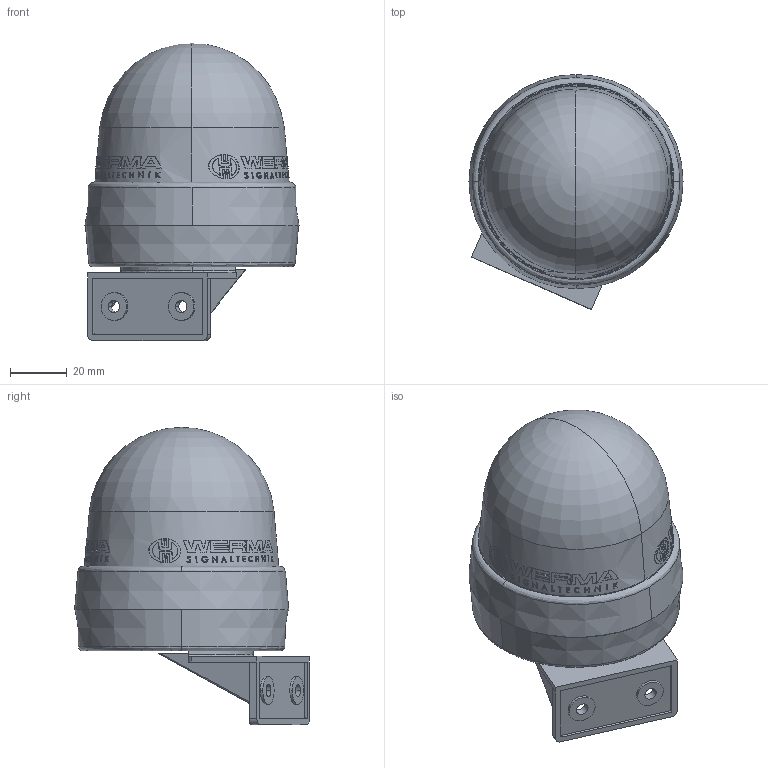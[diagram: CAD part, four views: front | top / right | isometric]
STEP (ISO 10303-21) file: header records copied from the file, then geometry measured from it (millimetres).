
FILE_DESCRIPTION (( 'STEP AP214' ), '1' );
FILE_NAME ('22430067.step', '2016-03-10T22:35:56', ( '' ), ( '' ), 'SwSTEP 2.0', 'SolidWorks 2015', '' );
FILE_SCHEMA (( 'AUTOMOTIVE_DESIGN' ));
Length unit declared in the file: inch
Products named in the file (1): 22430067
Bounding box: 75.35 x 82.63 x 104.58 mm (x, y, z)
Volume: 262571.2 mm3; surface area: 27077.9 mm2
Topology: 1 solids, 1 shells, 819 faces, 2212 edges, 1471 vertices
Faces by surface type: plane 549, cylinder 180, cone 82, bspline 4, torus 4
Entity records: 29112 total; most frequent: CARTESIAN_POINT 9712, ORIENTED_EDGE 4420, DIRECTION 3398, EDGE_CURVE 2210, VERTEX_POINT 1471, AXIS2_PLACEMENT_3D 1291, EDGE_LOOP 901, FACE_OUTER_BOUND 819
